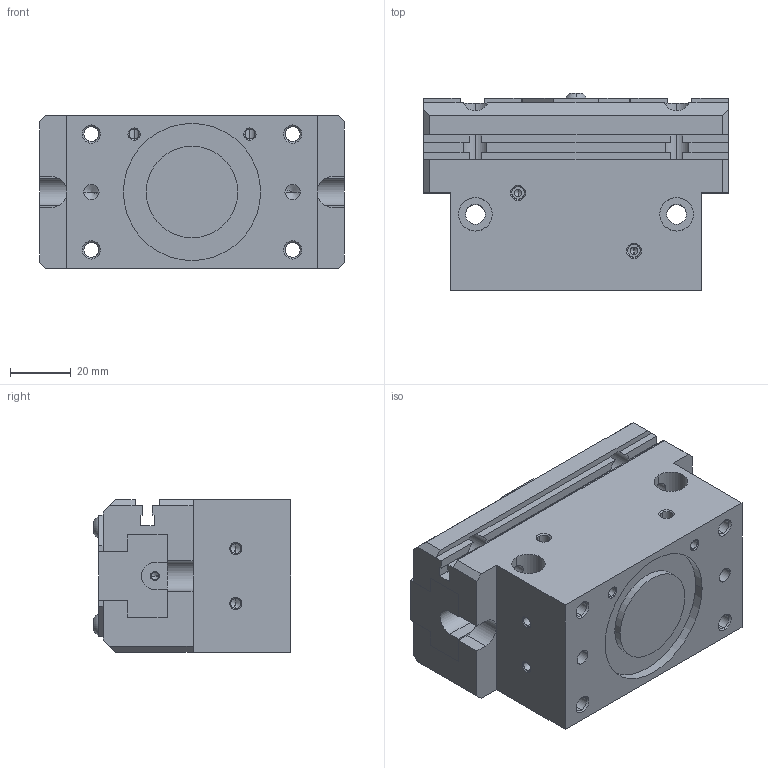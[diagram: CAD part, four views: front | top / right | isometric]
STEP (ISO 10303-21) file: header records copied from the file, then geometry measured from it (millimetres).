
FILE_DESCRIPTION( ( '' ), '1' );
FILE_NAME( 'dts210s_dt210aas_0_2_14a.stp', '2010-10-25T12:13:59', ( '' ), ( '' ), ' ', ' ', ' ' );
FILE_SCHEMA( ( 'automotive_design' ) );
Length unit declared in the file: millimetre
Products named in the file (3): 1; 2; 3
Bounding box: 100 x 64.7 x 50 mm (x, y, z)
Volume: 249413.6 mm3; surface area: 56215.4 mm2
Topology: 3 solids, 3 shells, 318 faces, 842 edges, 510 vertices
Faces by surface type: plane 146, cylinder 92, cone 76, torus 4
Entity records: 19388 total; most frequent: CARTESIAN_POINT 2323, DIRECTION 1670, STYLED_ITEM 1637, PRESENTATION_STYLE_ASSIGNMENT 1637, COLOUR_RGB 1637, ORIENTED_EDGE 1612, EDGE_CURVE 806, CURVE_STYLE 806
